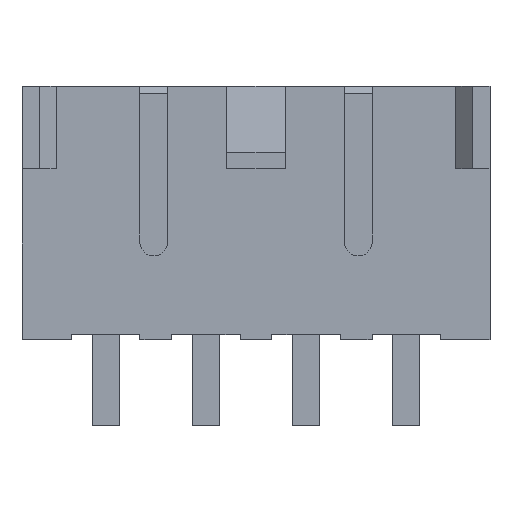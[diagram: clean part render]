
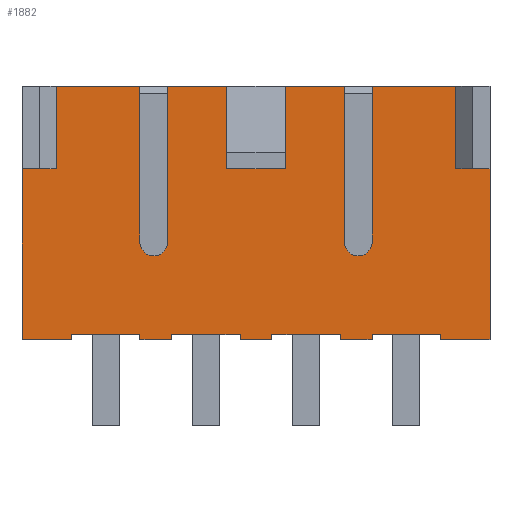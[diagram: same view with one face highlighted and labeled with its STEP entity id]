
A CAD part, top view. The second image highlights one B-rep face of the part: STEP entity #1882.
In plain terms, the highlighted planar face has unit normal (0, 0, 1).
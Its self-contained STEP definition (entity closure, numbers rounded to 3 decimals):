
#9=DIRECTION('',(0.,-1.,0.));
#10=VECTOR('',#9,6.75);
#11=CARTESIAN_POINT('',(-9.25,1.75,3.85));
#12=LINE('',#11,#10);
#61=DIRECTION('',(0.,1.,0.));
#62=VECTOR('',#61,0.2);
#63=CARTESIAN_POINT('',(4.59,-5.,3.85));
#64=LINE('',#63,#62);
#65=DIRECTION('',(0.,1.,0.));
#66=VECTOR('',#65,0.2);
#67=CARTESIAN_POINT('',(3.33,-5.,3.85));
#68=LINE('',#67,#66);
#69=DIRECTION('',(-1.,0.,0.));
#70=VECTOR('',#69,2.7);
#71=CARTESIAN_POINT('',(3.33,-4.8,3.85));
#72=LINE('',#71,#70);
#73=DIRECTION('',(0.,1.,0.));
#74=VECTOR('',#73,0.2);
#75=CARTESIAN_POINT('',(0.63,-5.,3.85));
#76=LINE('',#75,#74);
#77=DIRECTION('',(0.,1.,0.));
#78=VECTOR('',#77,0.2);
#79=CARTESIAN_POINT('',(-0.63,-5.,3.85));
#80=LINE('',#79,#78);
#81=DIRECTION('',(-1.,0.,0.));
#82=VECTOR('',#81,2.7);
#83=CARTESIAN_POINT('',(-0.63,-4.8,3.85));
#84=LINE('',#83,#82);
#85=DIRECTION('',(0.,1.,0.));
#86=VECTOR('',#85,0.2);
#87=CARTESIAN_POINT('',(-3.33,-5.,3.85));
#88=LINE('',#87,#86);
#89=DIRECTION('',(0.,1.,0.));
#90=VECTOR('',#89,0.2);
#91=CARTESIAN_POINT('',(-4.59,-5.,3.85));
#92=LINE('',#91,#90);
#93=DIRECTION('',(-1.,0.,0.));
#94=VECTOR('',#93,2.7);
#95=CARTESIAN_POINT('',(-4.59,-4.8,3.85));
#96=LINE('',#95,#94);
#97=DIRECTION('',(0.,1.,0.));
#98=VECTOR('',#97,0.2);
#99=CARTESIAN_POINT('',(-7.29,-5.,3.85));
#100=LINE('',#99,#98);
#101=DIRECTION('',(1.,0.,0.));
#102=VECTOR('',#101,1.35);
#103=CARTESIAN_POINT('',(-9.25,1.75,3.85));
#104=LINE('',#103,#102);
#105=DIRECTION('',(0.,-1.,0.));
#106=VECTOR('',#105,3.25);
#107=CARTESIAN_POINT('',(-7.9,5.,3.85));
#108=LINE('',#107,#106);
#109=DIRECTION('',(1.,0.,0.));
#110=VECTOR('',#109,3.31);
#111=CARTESIAN_POINT('',(-7.9,5.,3.85));
#112=LINE('',#111,#110);
#113=DIRECTION('',(0.,-1.,0.));
#114=VECTOR('',#113,6.15);
#115=CARTESIAN_POINT('',(-4.59,5.,3.85));
#116=LINE('',#115,#114);
#117=CARTESIAN_POINT('',(-4.04,-1.15,3.85));
#118=DIRECTION('',(0.,0.,1.));
#119=DIRECTION('',(-1.,0.,0.));
#120=AXIS2_PLACEMENT_3D('',#117,#118,#119);
#122=DIRECTION('',(0.,-1.,0.));
#123=VECTOR('',#122,6.15);
#124=CARTESIAN_POINT('',(-3.49,5.,3.85));
#125=LINE('',#124,#123);
#126=DIRECTION('',(1.,0.,0.));
#127=VECTOR('',#126,2.34);
#128=CARTESIAN_POINT('',(-3.49,5.,3.85));
#129=LINE('',#128,#127);
#130=DIRECTION('',(0.,-1.,0.));
#131=VECTOR('',#130,3.25);
#132=CARTESIAN_POINT('',(-1.15,5.,3.85));
#133=LINE('',#132,#131);
#134=DIRECTION('',(1.,0.,0.));
#135=VECTOR('',#134,2.3);
#136=CARTESIAN_POINT('',(-1.15,1.75,3.85));
#137=LINE('',#136,#135);
#138=DIRECTION('',(0.,-1.,0.));
#139=VECTOR('',#138,3.25);
#140=CARTESIAN_POINT('',(1.15,5.,3.85));
#141=LINE('',#140,#139);
#142=DIRECTION('',(1.,0.,0.));
#143=VECTOR('',#142,2.34);
#144=CARTESIAN_POINT('',(1.15,5.,3.85));
#145=LINE('',#144,#143);
#146=DIRECTION('',(0.,-1.,0.));
#147=VECTOR('',#146,6.15);
#148=CARTESIAN_POINT('',(3.49,5.,3.85));
#149=LINE('',#148,#147);
#150=CARTESIAN_POINT('',(4.04,-1.15,3.85));
#151=DIRECTION('',(0.,0.,1.));
#152=DIRECTION('',(-1.,0.,0.));
#153=AXIS2_PLACEMENT_3D('',#150,#151,#152);
#155=DIRECTION('',(0.,-1.,0.));
#156=VECTOR('',#155,6.15);
#157=CARTESIAN_POINT('',(4.59,5.,3.85));
#158=LINE('',#157,#156);
#159=DIRECTION('',(1.,0.,0.));
#160=VECTOR('',#159,3.31);
#161=CARTESIAN_POINT('',(4.59,5.,3.85));
#162=LINE('',#161,#160);
#163=DIRECTION('',(0.,-1.,0.));
#164=VECTOR('',#163,3.25);
#165=CARTESIAN_POINT('',(7.9,5.,3.85));
#166=LINE('',#165,#164);
#167=DIRECTION('',(1.,0.,0.));
#168=VECTOR('',#167,1.35);
#169=CARTESIAN_POINT('',(7.9,1.75,3.85));
#170=LINE('',#169,#168);
#171=DIRECTION('',(0.,1.,0.));
#172=VECTOR('',#171,0.2);
#173=CARTESIAN_POINT('',(7.29,-5.,3.85));
#174=LINE('',#173,#172);
#175=DIRECTION('',(-1.,0.,0.));
#176=VECTOR('',#175,2.7);
#177=CARTESIAN_POINT('',(7.29,-4.8,3.85));
#178=LINE('',#177,#176);
#207=DIRECTION('',(1.,0.,0.));
#208=VECTOR('',#207,1.96);
#209=CARTESIAN_POINT('',(-9.25,-5.,3.85));
#210=LINE('',#209,#208);
#219=DIRECTION('',(1.,0.,0.));
#220=VECTOR('',#219,1.26);
#221=CARTESIAN_POINT('',(-4.59,-5.,3.85));
#222=LINE('',#221,#220);
#231=DIRECTION('',(1.,0.,0.));
#232=VECTOR('',#231,1.26);
#233=CARTESIAN_POINT('',(-0.63,-5.,3.85));
#234=LINE('',#233,#232);
#243=DIRECTION('',(1.,0.,0.));
#244=VECTOR('',#243,1.26);
#245=CARTESIAN_POINT('',(3.33,-5.,3.85));
#246=LINE('',#245,#244);
#251=DIRECTION('',(1.,0.,0.));
#252=VECTOR('',#251,1.96);
#253=CARTESIAN_POINT('',(7.29,-5.,3.85));
#254=LINE('',#253,#252);
#347=DIRECTION('',(0.,-1.,0.));
#348=VECTOR('',#347,6.75);
#349=CARTESIAN_POINT('',(9.25,1.75,3.85));
#350=LINE('',#349,#348);
#1297=CARTESIAN_POINT('',(-9.25,-5.,3.85));
#1299=VERTEX_POINT('',#1297);
#1303=CARTESIAN_POINT('',(9.25,-5.,3.85));
#1305=VERTEX_POINT('',#1303);
#1325=CARTESIAN_POINT('',(-9.25,1.75,3.85));
#1326=CARTESIAN_POINT('',(-7.9,1.75,3.85));
#1327=VERTEX_POINT('',#1325);
#1328=VERTEX_POINT('',#1326);
#1329=CARTESIAN_POINT('',(7.9,1.75,3.85));
#1330=CARTESIAN_POINT('',(9.25,1.75,3.85));
#1331=VERTEX_POINT('',#1329);
#1332=VERTEX_POINT('',#1330);
#1333=CARTESIAN_POINT('',(-7.9,5.,3.85));
#1334=VERTEX_POINT('',#1333);
#1335=CARTESIAN_POINT('',(7.9,5.,3.85));
#1336=VERTEX_POINT('',#1335);
#1357=CARTESIAN_POINT('',(-4.59,5.,3.85));
#1358=CARTESIAN_POINT('',(-4.59,-1.15,3.85));
#1359=VERTEX_POINT('',#1357);
#1360=VERTEX_POINT('',#1358);
#1361=CARTESIAN_POINT('',(-3.49,-1.15,3.85));
#1362=VERTEX_POINT('',#1361);
#1363=CARTESIAN_POINT('',(-3.49,5.,3.85));
#1364=VERTEX_POINT('',#1363);
#1365=CARTESIAN_POINT('',(3.49,5.,3.85));
#1366=CARTESIAN_POINT('',(3.49,-1.15,3.85));
#1367=VERTEX_POINT('',#1365);
#1368=VERTEX_POINT('',#1366);
#1369=CARTESIAN_POINT('',(4.59,-1.15,3.85));
#1370=VERTEX_POINT('',#1369);
#1371=CARTESIAN_POINT('',(4.59,5.,3.85));
#1372=VERTEX_POINT('',#1371);
#1405=CARTESIAN_POINT('',(-1.15,5.,3.85));
#1406=CARTESIAN_POINT('',(-1.15,1.75,3.85));
#1407=VERTEX_POINT('',#1405);
#1408=VERTEX_POINT('',#1406);
#1409=CARTESIAN_POINT('',(1.15,5.,3.85));
#1410=CARTESIAN_POINT('',(1.15,1.75,3.85));
#1411=VERTEX_POINT('',#1409);
#1412=VERTEX_POINT('',#1410);
#1413=CARTESIAN_POINT('',(-7.29,-5.,3.85));
#1414=CARTESIAN_POINT('',(-7.29,-4.8,3.85));
#1415=VERTEX_POINT('',#1413);
#1416=VERTEX_POINT('',#1414);
#1417=CARTESIAN_POINT('',(-4.59,-5.,3.85));
#1418=CARTESIAN_POINT('',(-4.59,-4.8,3.85));
#1419=VERTEX_POINT('',#1417);
#1420=VERTEX_POINT('',#1418);
#1429=CARTESIAN_POINT('',(-3.33,-5.,3.85));
#1430=CARTESIAN_POINT('',(-3.33,-4.8,3.85));
#1431=VERTEX_POINT('',#1429);
#1432=VERTEX_POINT('',#1430);
#1433=CARTESIAN_POINT('',(-0.63,-5.,3.85));
#1434=CARTESIAN_POINT('',(-0.63,-4.8,3.85));
#1435=VERTEX_POINT('',#1433);
#1436=VERTEX_POINT('',#1434);
#1445=CARTESIAN_POINT('',(0.63,-5.,3.85));
#1446=CARTESIAN_POINT('',(0.63,-4.8,3.85));
#1447=VERTEX_POINT('',#1445);
#1448=VERTEX_POINT('',#1446);
#1449=CARTESIAN_POINT('',(3.33,-5.,3.85));
#1450=CARTESIAN_POINT('',(3.33,-4.8,3.85));
#1451=VERTEX_POINT('',#1449);
#1452=VERTEX_POINT('',#1450);
#1461=CARTESIAN_POINT('',(4.59,-5.,3.85));
#1462=CARTESIAN_POINT('',(4.59,-4.8,3.85));
#1463=VERTEX_POINT('',#1461);
#1464=VERTEX_POINT('',#1462);
#1465=CARTESIAN_POINT('',(7.29,-5.,3.85));
#1466=CARTESIAN_POINT('',(7.29,-4.8,3.85));
#1467=VERTEX_POINT('',#1465);
#1468=VERTEX_POINT('',#1466);
#1809=CARTESIAN_POINT('',(-9.25,5.,3.85));
#1810=DIRECTION('',(0.,0.,1.));
#1811=DIRECTION('',(0.,-1.,0.));
#1812=AXIS2_PLACEMENT_3D('',#1809,#1810,#1811);
#1813=PLANE('',#1812);
#1815=ORIENTED_EDGE('',*,*,#1814,.F.);
#1817=ORIENTED_EDGE('',*,*,#1816,.F.);
#1819=ORIENTED_EDGE('',*,*,#1818,.T.);
#1821=ORIENTED_EDGE('',*,*,#1820,.T.);
#1823=ORIENTED_EDGE('',*,*,#1822,.F.);
#1825=ORIENTED_EDGE('',*,*,#1824,.F.);
#1827=ORIENTED_EDGE('',*,*,#1826,.T.);
#1829=ORIENTED_EDGE('',*,*,#1828,.T.);
#1831=ORIENTED_EDGE('',*,*,#1830,.F.);
#1833=ORIENTED_EDGE('',*,*,#1832,.F.);
#1835=ORIENTED_EDGE('',*,*,#1834,.T.);
#1837=ORIENTED_EDGE('',*,*,#1836,.T.);
#1839=ORIENTED_EDGE('',*,*,#1838,.F.);
#1841=ORIENTED_EDGE('',*,*,#1840,.F.);
#1842=ORIENTED_EDGE('',*,*,#1724,.F.);
#1844=ORIENTED_EDGE('',*,*,#1843,.T.);
#1846=ORIENTED_EDGE('',*,*,#1845,.F.);
#1847=ORIENTED_EDGE('',*,*,#1740,.T.);
#1848=ORIENTED_EDGE('',*,*,#1797,.T.);
#1850=ORIENTED_EDGE('',*,*,#1849,.T.);
#1852=ORIENTED_EDGE('',*,*,#1851,.F.);
#1853=ORIENTED_EDGE('',*,*,#1777,.T.);
#1855=ORIENTED_EDGE('',*,*,#1854,.T.);
#1857=ORIENTED_EDGE('',*,*,#1856,.T.);
#1859=ORIENTED_EDGE('',*,*,#1858,.F.);
#1860=ORIENTED_EDGE('',*,*,#1785,.T.);
#1862=ORIENTED_EDGE('',*,*,#1861,.T.);
#1864=ORIENTED_EDGE('',*,*,#1863,.T.);
#1866=ORIENTED_EDGE('',*,*,#1865,.F.);
#1867=ORIENTED_EDGE('',*,*,#1755,.T.);
#1869=ORIENTED_EDGE('',*,*,#1868,.T.);
#1871=ORIENTED_EDGE('',*,*,#1870,.T.);
#1873=ORIENTED_EDGE('',*,*,#1872,.T.);
#1875=ORIENTED_EDGE('',*,*,#1874,.F.);
#1877=ORIENTED_EDGE('',*,*,#1876,.T.);
#1879=ORIENTED_EDGE('',*,*,#1878,.T.);
#1880=EDGE_LOOP('',(#1815,#1817,#1819,#1821,#1823,#1825,#1827,#1829,#1831,#1833,
#1835,#1837,#1839,#1841,#1842,#1844,#1846,#1847,#1848,#1850,#1852,#1853,#1855,
#1857,#1859,#1860,#1862,#1864,#1866,#1867,#1869,#1871,#1873,#1875,#1877,#1879));
#1881=FACE_OUTER_BOUND('',#1880,.F.);
#1882=ADVANCED_FACE('',(#1881),#1813,.T.);
#121=CIRCLE('',#120,0.55);
#154=CIRCLE('',#153,0.55);
#1724=EDGE_CURVE('',#1327,#1299,#12,.T.);
#1740=EDGE_CURVE('',#1334,#1359,#112,.T.);
#1755=EDGE_CURVE('',#1372,#1336,#162,.T.);
#1777=EDGE_CURVE('',#1364,#1407,#129,.T.);
#1785=EDGE_CURVE('',#1411,#1367,#145,.T.);
#1797=EDGE_CURVE('',#1359,#1360,#116,.T.);
#1814=EDGE_CURVE('',#1463,#1464,#64,.T.);
#1816=EDGE_CURVE('',#1451,#1463,#246,.T.);
#1818=EDGE_CURVE('',#1451,#1452,#68,.T.);
#1820=EDGE_CURVE('',#1452,#1448,#72,.T.);
#1822=EDGE_CURVE('',#1447,#1448,#76,.T.);
#1824=EDGE_CURVE('',#1435,#1447,#234,.T.);
#1826=EDGE_CURVE('',#1435,#1436,#80,.T.);
#1828=EDGE_CURVE('',#1436,#1432,#84,.T.);
#1830=EDGE_CURVE('',#1431,#1432,#88,.T.);
#1832=EDGE_CURVE('',#1419,#1431,#222,.T.);
#1834=EDGE_CURVE('',#1419,#1420,#92,.T.);
#1836=EDGE_CURVE('',#1420,#1416,#96,.T.);
#1838=EDGE_CURVE('',#1415,#1416,#100,.T.);
#1840=EDGE_CURVE('',#1299,#1415,#210,.T.);
#1843=EDGE_CURVE('',#1327,#1328,#104,.T.);
#1845=EDGE_CURVE('',#1334,#1328,#108,.T.);
#1849=EDGE_CURVE('',#1360,#1362,#121,.T.);
#1851=EDGE_CURVE('',#1364,#1362,#125,.T.);
#1854=EDGE_CURVE('',#1407,#1408,#133,.T.);
#1856=EDGE_CURVE('',#1408,#1412,#137,.T.);
#1858=EDGE_CURVE('',#1411,#1412,#141,.T.);
#1861=EDGE_CURVE('',#1367,#1368,#149,.T.);
#1863=EDGE_CURVE('',#1368,#1370,#154,.T.);
#1865=EDGE_CURVE('',#1372,#1370,#158,.T.);
#1868=EDGE_CURVE('',#1336,#1331,#166,.T.);
#1870=EDGE_CURVE('',#1331,#1332,#170,.T.);
#1872=EDGE_CURVE('',#1332,#1305,#350,.T.);
#1874=EDGE_CURVE('',#1467,#1305,#254,.T.);
#1876=EDGE_CURVE('',#1467,#1468,#174,.T.);
#1878=EDGE_CURVE('',#1468,#1464,#178,.T.);
